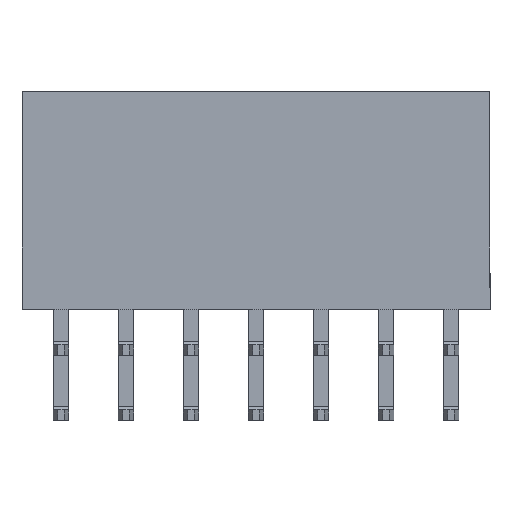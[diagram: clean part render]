
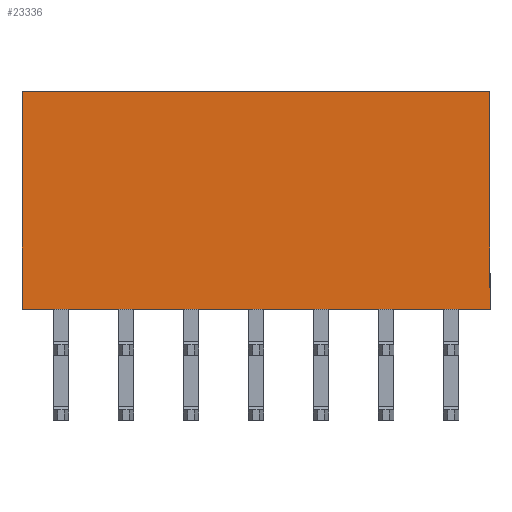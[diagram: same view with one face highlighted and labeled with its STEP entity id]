
A CAD part, top view. The second image highlights one B-rep face of the part: STEP entity #23336.
In plain terms, the highlighted planar face has unit normal (0, 0, 1).
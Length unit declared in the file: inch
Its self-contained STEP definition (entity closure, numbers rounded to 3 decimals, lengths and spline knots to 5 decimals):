
#870 = CARTESIAN_POINT ( 'NONE',  ( 0.71969, -0.00669, 0. ) ) ;
#927 = DIRECTION ( 'NONE',  ( 1., 0., 0. ) ) ;
#1539 = LINE ( 'NONE', #1920, #27015 ) ;
#1920 = CARTESIAN_POINT ( 'NONE',  ( 0., -0.00669, 0. ) ) ;
#3243 = DIRECTION ( 'NONE',  ( 1., 0., 0. ) ) ;
#3320 = DIRECTION ( 'NONE',  ( 0., -1., 0. ) ) ;
#3671 = CARTESIAN_POINT ( 'NONE',  ( 0.71969, 0.33465, 0. ) ) ;
#5558 = VECTOR ( 'NONE', #3243, 39.37008 ) ;
#6323 = LINE ( 'NONE', #10568, #5558 ) ;
#6356 = EDGE_CURVE ( 'NONE', #23039, #24155, #6323, .T. ) ;
#6650 = VECTOR ( 'NONE', #31525, 39.37008 ) ;
#6873 = DIRECTION ( 'NONE',  ( 0., 1., 0. ) ) ;
#7179 = ORIENTED_EDGE ( 'NONE', *, *, #17139, .F. ) ;
#7978 = FACE_OUTER_BOUND ( 'NONE', #27108, .T. ) ;
#10020 = AXIS2_PLACEMENT_3D ( 'NONE', #23030, #15693, #927 ) ;
#10568 = CARTESIAN_POINT ( 'NONE',  ( -0.03239, 0., 0. ) ) ;
#11711 = CARTESIAN_POINT ( 'NONE',  ( -0.03239, 0.33465, 0. ) ) ;
#13006 = VERTEX_POINT ( 'NONE', #19895 ) ;
#14023 = CARTESIAN_POINT ( 'NONE',  ( 0.71969, 0., 0. ) ) ;
#15693 = DIRECTION ( 'NONE',  ( 0., 0., 1. ) ) ;
#16595 = ORIENTED_EDGE ( 'NONE', *, *, #27690, .F. ) ;
#17016 = CARTESIAN_POINT ( 'NONE',  ( 0., 0., 0. ) ) ;
#17139 = EDGE_CURVE ( 'NONE', #26513, #24155, #28977, .T. ) ;
#19895 = CARTESIAN_POINT ( 'NONE',  ( 0., 0.33465, 0. ) ) ;
#21626 = VECTOR ( 'NONE', #3320, 39.37008 ) ;
#22434 = ORIENTED_EDGE ( 'NONE', *, *, #26073, .F. ) ;
#23030 = CARTESIAN_POINT ( 'NONE',  ( -0.03239, -0.00669, 0. ) ) ;
#23039 = VERTEX_POINT ( 'NONE', #17016 ) ;
#23304 = ORIENTED_EDGE ( 'NONE', *, *, #6356, .T. ) ;
#23336 = ADVANCED_FACE ( 'NONE', ( #7978 ), #30544, .T. ) ;
#24155 = VERTEX_POINT ( 'NONE', #14023 ) ;
#25570 = LINE ( 'NONE', #11711, #6650 ) ;
#26073 = EDGE_CURVE ( 'NONE', #13006, #26513, #25570, .T. ) ;
#26513 = VERTEX_POINT ( 'NONE', #3671 ) ;
#27015 = VECTOR ( 'NONE', #6873, 39.37008 ) ;
#27108 = EDGE_LOOP ( 'NONE', ( #23304, #7179, #22434, #16595 ) ) ;
#27690 = EDGE_CURVE ( 'NONE', #23039, #13006, #1539, .T. ) ;
#28977 = LINE ( 'NONE', #870, #21626 ) ;
#30544 = PLANE ( 'NONE',  #10020 ) ;
#31525 = DIRECTION ( 'NONE',  ( 1., 0., 0. ) ) ;
